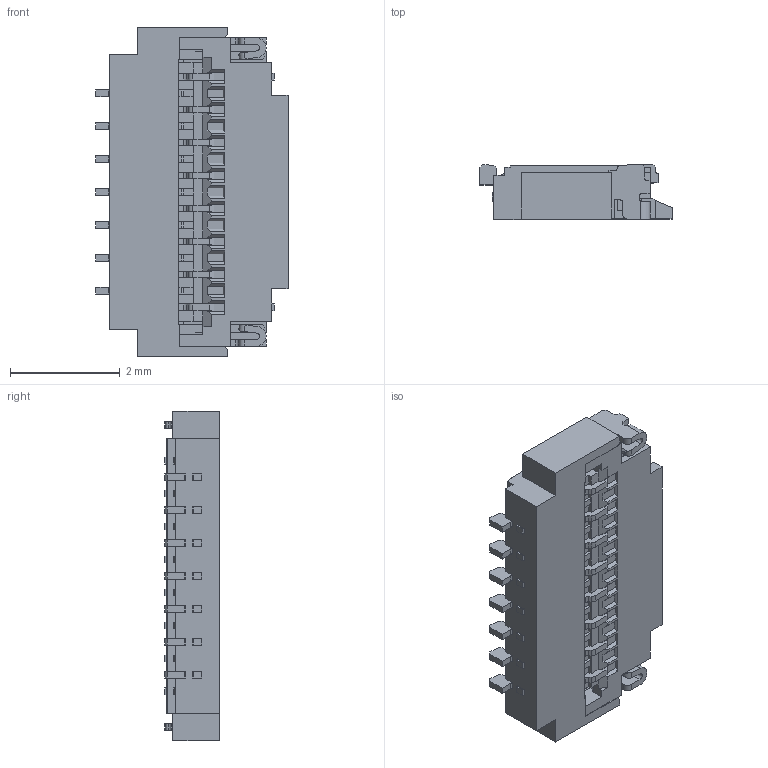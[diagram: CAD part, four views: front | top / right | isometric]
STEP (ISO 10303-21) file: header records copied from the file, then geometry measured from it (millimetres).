
FILE_DESCRIPTION(/* description */ (''),/* implementation_level */ '2;1');
FILE_NAME(/* name */ 'FH26-15S-0.3SHW.step',/* time_stamp */ '2020-12-29T21:23:05+11:00',/* author */ (''),/* organization */ (''),/* preprocessor_version */ 'ST-DEVELOPER v18.1',/* originating_system */ 'Autodesk Translation Framework v9.7.1.1290',/* authorisation */ '');
FILE_SCHEMA (('AUTOMOTIVE_DESIGN { 1 0 10303 214 3 1 1 }'));
Length unit declared in the file: millimetre
Products named in the file (1): FH26-15S-0.3SHW
Bounding box: 3.5 x 1 x 6 mm (x, y, z)
Volume: 12.7 mm3; surface area: 87.6 mm2
Topology: 1 solids, 1 shells, 742 faces, 2193 edges, 1448 vertices
Faces by surface type: plane 646, cylinder 96
Entity records: 24899 total; most frequent: CARTESIAN_POINT 4408, ORIENTED_EDGE 4386, DIRECTION 3875, EDGE_CURVE 2193, LINE 1993, VECTOR 1993, VERTEX_POINT 1448, AXIS2_PLACEMENT_3D 941
